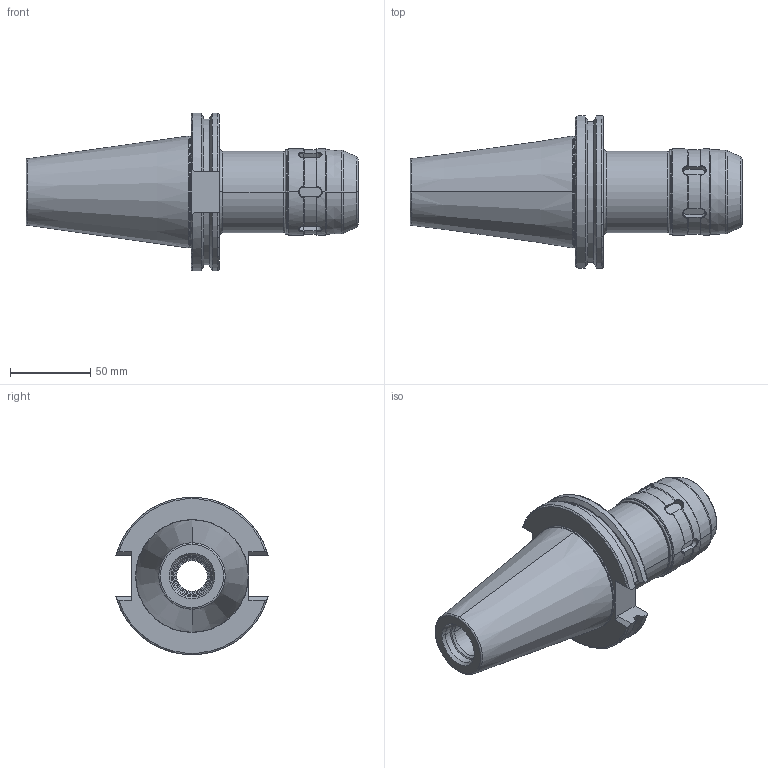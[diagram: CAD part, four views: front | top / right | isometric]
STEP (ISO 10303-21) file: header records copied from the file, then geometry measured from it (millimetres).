
FILE_DESCRIPTION((''),'2;1');
FILE_NAME('LC020-CCT50-C0_75-4_13HS_ASM','2020-03-30T',('MYPC'),(''),'PRO/ENGINEER BY PARAMETRIC TECHNOLOGY CORPORATION, 2012130','PRO/ENGINEER BY PARAMETRIC TECHNOLOGY CORPORATION, 2012130','');
FILE_SCHEMA(('CONFIG_CONTROL_DESIGN'));
Length unit declared in the file: inch
Products named in the file (3): LC020-CCT50-C0_75-4_13HS; C20_CAP_3D20200316; LC020-CCT50-C0_75-4_13HS_ASM
Assembly tree (2 placements, depth 2):
  LC020-CCT50-C0_75-4_13HS_ASM
    LC020-CCT50-C0_75-4_13HS
    C20_CAP_3D20200316
Bounding box: 207.09 x 94.93 x 98.04 mm (x, y, z)
Volume: 469124.9 mm3; surface area: 76542.3 mm2
Topology: 2 solids, 2 shells, 220 faces, 538 edges, 337 vertices
Faces by surface type: cylinder 68, cone 54, plane 52, bspline 24, torus 22
Entity records: 8082 total; most frequent: CARTESIAN_POINT 2990, ORIENTED_EDGE 1072, DIRECTION 1008, EDGE_CURVE 536, AXIS2_PLACEMENT_3D 411, VERTEX_POINT 337, EDGE_LOOP 241, FACE_OUTER_BOUND 220
